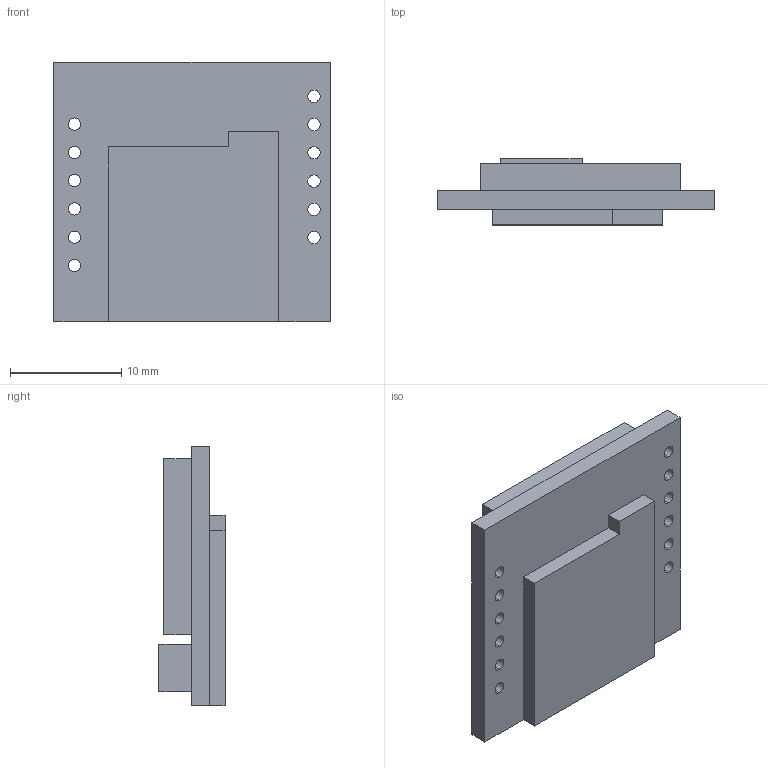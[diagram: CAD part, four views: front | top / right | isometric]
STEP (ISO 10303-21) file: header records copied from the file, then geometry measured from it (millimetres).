
FILE_DESCRIPTION (( 'STEP AP203' ), '1' );
FILE_NAME ('sim800_board.STEP', '2021-04-10T13:37:31', ( '' ), ( '' ), 'SwSTEP 2.0', 'SolidWorks 2019', '' );
FILE_SCHEMA (( 'CONFIG_CONTROL_DESIGN' ));
Length unit declared in the file: millimetre
Products named in the file (1): sim800_board
Bounding box: 24.82 x 5.94 x 23.3 mm (x, y, z)
Volume: 2066.7 mm3; surface area: 1684.1 mm2
Topology: 1 solids, 1 shells, 46 faces, 126 edges, 84 vertices
Faces by surface type: cylinder 24, plane 22
Entity records: 1603 total; most frequent: DIRECTION 268, CARTESIAN_POINT 257, ORIENTED_EDGE 252, EDGE_CURVE 126, AXIS2_PLACEMENT_3D 95, VERTEX_POINT 84, VECTOR 78, LINE 78
